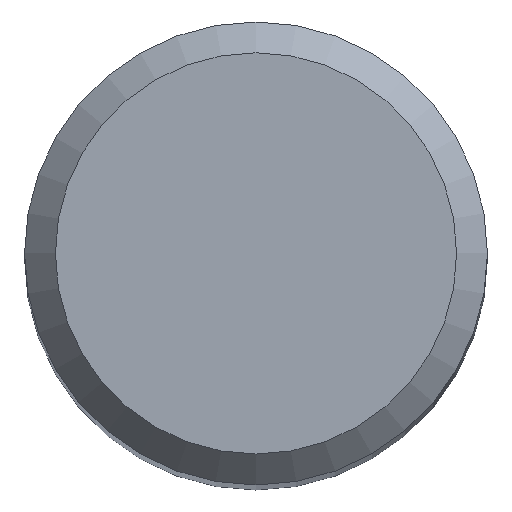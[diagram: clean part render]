
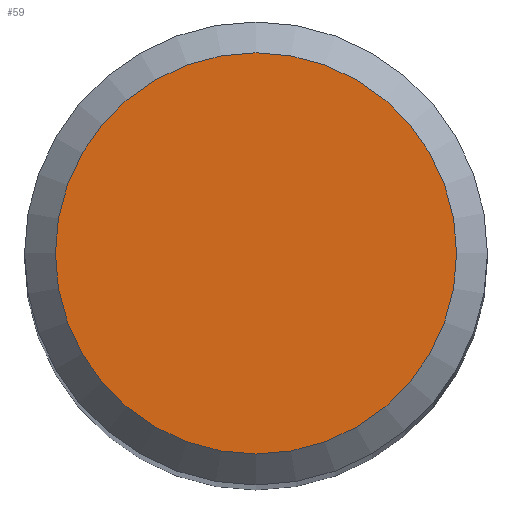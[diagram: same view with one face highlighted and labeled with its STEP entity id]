
A CAD part, top view. The second image highlights one B-rep face of the part: STEP entity #59.
In plain terms, the highlighted planar face has unit normal (0, 0, 1).
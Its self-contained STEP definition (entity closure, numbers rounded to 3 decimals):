
#42=PLANE('',#199);
#46=FACE_OUTER_BOUND('',#90,.T.);
#59=ADVANCED_FACE('',(#46),#42,.F.);
#90=EDGE_LOOP('',(#108));
#108=ORIENTED_EDGE('',*,*,#132,.T.);
#123=VERTEX_POINT('',#292);
#132=EDGE_CURVE('',#123,#123,#141,.T.);
#141=CIRCLE('',#198,2.6);
#198=AXIS2_PLACEMENT_3D('',#291,#235,#236);
#199=AXIS2_PLACEMENT_3D('',#293,#237,#238);
#235=DIRECTION('',(0.,0.,1.));
#236=DIRECTION('',(-1.,0.,0.));
#237=DIRECTION('',(0.,0.,-1.));
#238=DIRECTION('',(-1.,0.,0.));
#291=CARTESIAN_POINT('',(0.,0.,0.));
#292=CARTESIAN_POINT('',(-2.6,0.,0.));
#293=CARTESIAN_POINT('',(0.,3.,0.));
